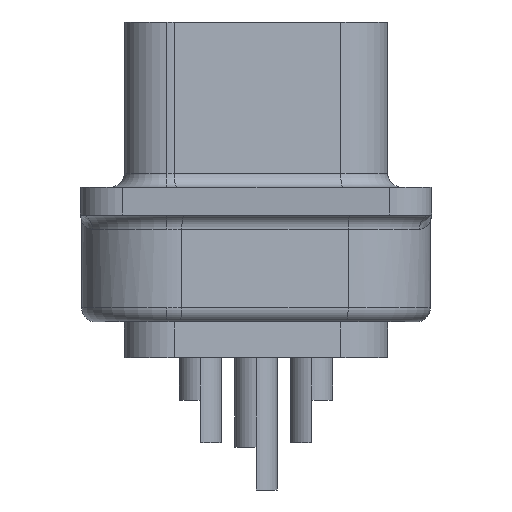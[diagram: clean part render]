
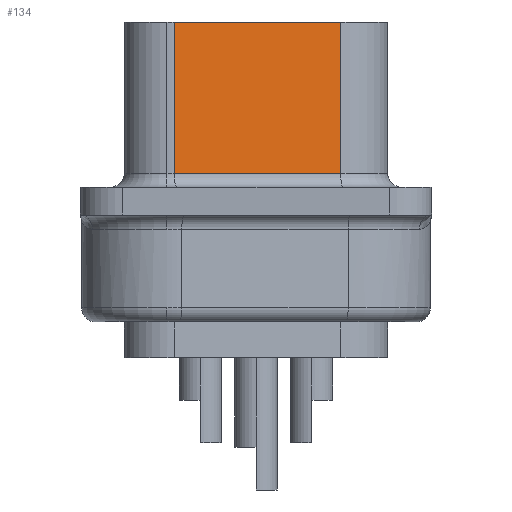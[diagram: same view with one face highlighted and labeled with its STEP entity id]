
A CAD part, left-side view. The second image highlights one B-rep face of the part: STEP entity #134.
In plain terms, the highlighted planar face has unit normal (-0.985, -0.174, 0).
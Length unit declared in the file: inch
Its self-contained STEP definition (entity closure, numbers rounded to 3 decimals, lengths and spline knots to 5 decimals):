
#131 = ORIENTED_EDGE ( 'NONE', *, *, #142, .T. ) ;
#134 = ADVANCED_FACE ( 'NONE', ( #18827 ), #18826, .F. ) ;
#135 = EDGE_LOOP ( 'NONE', ( #136, #131, #144, #146 ) ) ;
#136 = ORIENTED_EDGE ( 'NONE', *, *, #41649, .T. ) ;
#142 = EDGE_CURVE ( 'NONE', #41647, #143, #18812, .T. ) ;
#143 = VERTEX_POINT ( 'NONE', #18808 ) ;
#144 = ORIENTED_EDGE ( 'NONE', *, *, #145, .F. ) ;
#145 = EDGE_CURVE ( 'NONE', #42567, #143, #18807, .T. ) ;
#146 = ORIENTED_EDGE ( 'NONE', *, *, #42566, .F. ) ;
#4630 = CARTESIAN_POINT ( 'NONE',  ( -0.74633, -0.11889, 0.2515 ) ) ;
#4631 = DIRECTION ( 'NONE',  ( 0.174, -0.985, 0. ) ) ;
#4632 = VECTOR ( 'NONE', #4631, 39.37008 ) ;
#4633 = CARTESIAN_POINT ( 'NONE',  ( -0.7875, 0.11458, 0.2515 ) ) ;
#4638 = LINE ( 'NONE', #4633, #4632 ) ;
#11964 = CARTESIAN_POINT ( 'NONE',  ( -0.7875, 0.11458, 0.2515 ) ) ;
#12361 = DIRECTION ( 'NONE',  ( 0., 0., -1. ) ) ;
#12362 = VECTOR ( 'NONE', #12361, 39.37008 ) ;
#12363 = CARTESIAN_POINT ( 'NONE',  ( -0.7875, 0.11458, 0.2515 ) ) ;
#12364 = LINE ( 'NONE', #12363, #12362 ) ;
#12365 = CARTESIAN_POINT ( 'NONE',  ( -0.7875, 0.11458, 0.0395 ) ) ;
#18804 = DIRECTION ( 'NONE',  ( 0., 0., -1. ) ) ;
#18805 = VECTOR ( 'NONE', #18804, 39.37008 ) ;
#18806 = CARTESIAN_POINT ( 'NONE',  ( -0.74633, -0.11889, 0.2515 ) ) ;
#18807 = LINE ( 'NONE', #18806, #18805 ) ;
#18808 = CARTESIAN_POINT ( 'NONE',  ( -0.74633, -0.11889, 0.0395 ) ) ;
#18809 = DIRECTION ( 'NONE',  ( 0.174, -0.985, 0. ) ) ;
#18810 = VECTOR ( 'NONE', #18809, 39.37008 ) ;
#18811 = CARTESIAN_POINT ( 'NONE',  ( -0.74633, -0.11889, 0.0395 ) ) ;
#18812 = LINE ( 'NONE', #18811, #18810 ) ;
#18822 = DIRECTION ( 'NONE',  ( -0.174, 0.985, 0. ) ) ;
#18823 = DIRECTION ( 'NONE',  ( 0.985, 0.174, 0. ) ) ;
#18824 = CARTESIAN_POINT ( 'NONE',  ( -0.7875, 0.11458, 0.2515 ) ) ;
#18825 = AXIS2_PLACEMENT_3D ( 'NONE', #18824, #18823, #18822 ) ;
#18826 = PLANE ( 'NONE',  #18825 ) ;
#18827 = FACE_OUTER_BOUND ( 'NONE', #135, .T. ) ;
#41432 = VERTEX_POINT ( 'NONE', #11964 ) ;
#41647 = VERTEX_POINT ( 'NONE', #12365 ) ;
#41649 = EDGE_CURVE ( 'NONE', #41432, #41647, #12364, .T. ) ;
#42566 = EDGE_CURVE ( 'NONE', #41432, #42567, #4638, .T. ) ;
#42567 = VERTEX_POINT ( 'NONE', #4630 ) ;
